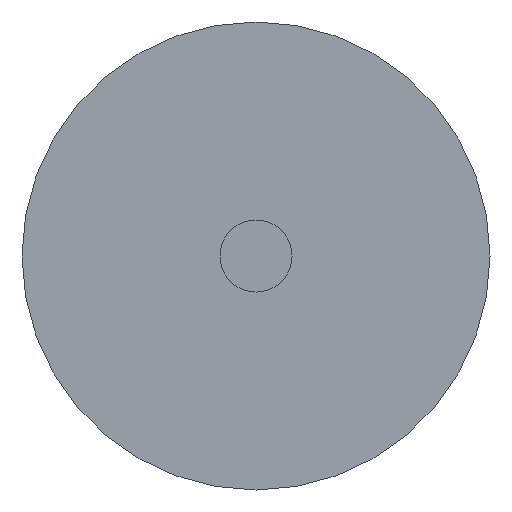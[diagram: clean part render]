
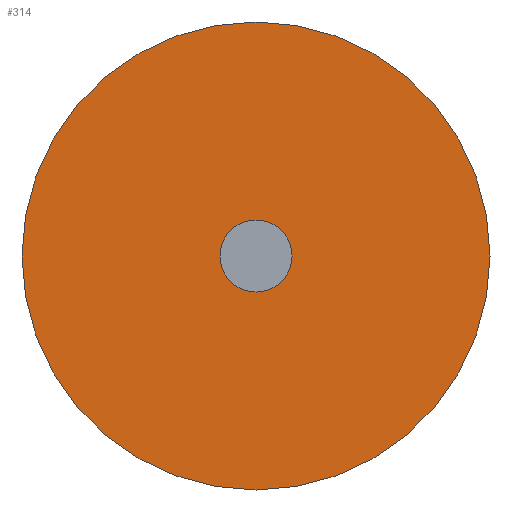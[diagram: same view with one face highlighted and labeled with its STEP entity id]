
A CAD part, front view. The second image highlights one B-rep face of the part: STEP entity #314.
In plain terms, the highlighted planar face has unit normal (0, -1, 0).
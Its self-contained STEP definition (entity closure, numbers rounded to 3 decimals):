
#20 = DIRECTION ( 'NONE',  ( 0., 0., -1. ) ) ;
#25 = DIRECTION ( 'NONE',  ( 0., -1., 0. ) ) ;
#33 = DIRECTION ( 'NONE',  ( 0., 0., -1. ) ) ;
#37 = CARTESIAN_POINT ( 'NONE',  ( 0., 0., 0. ) ) ;
#39 = CARTESIAN_POINT ( 'NONE',  ( 0., 0., 0. ) ) ;
#42 = CARTESIAN_POINT ( 'NONE',  ( 4., 0., 0. ) ) ;
#49 = DIRECTION ( 'NONE',  ( 0., 0., -1. ) ) ;
#61 = DIRECTION ( 'NONE',  ( 0., -1., 0. ) ) ;
#62 = CARTESIAN_POINT ( 'NONE',  ( 0., 0., 0. ) ) ;
#72 = DIRECTION ( 'NONE',  ( 0., -1., 0. ) ) ;
#79 = AXIS2_PLACEMENT_3D ( 'NONE', #42, #209, #110 ) ;
#95 = AXIS2_PLACEMENT_3D ( 'NONE', #62, #61, #33 ) ;
#110 = DIRECTION ( 'NONE',  ( 0., 0., -1. ) ) ;
#114 = CARTESIAN_POINT ( 'NONE',  ( 0., 0., -26. ) ) ;
#122 = DIRECTION ( 'NONE',  ( 0., -1., 0. ) ) ;
#128 = PLANE ( 'NONE',  #79 ) ;
#143 = ORIENTED_EDGE ( 'NONE', *, *, #390, .T. ) ;
#145 = ORIENTED_EDGE ( 'NONE', *, *, #223, .T. ) ;
#148 = CARTESIAN_POINT ( 'NONE',  ( 0., 0., 0. ) ) ;
#158 = CARTESIAN_POINT ( 'NONE',  ( 0., 0., -4. ) ) ;
#166 = DIRECTION ( 'NONE',  ( 0., 0., -1. ) ) ;
#178 = ORIENTED_EDGE ( 'NONE', *, *, #224, .F. ) ;
#180 = ORIENTED_EDGE ( 'NONE', *, *, #226, .F. ) ;
#194 = CARTESIAN_POINT ( 'NONE',  ( 0., 0., 26. ) ) ;
#199 = CARTESIAN_POINT ( 'NONE',  ( 0., 0., 4. ) ) ;
#209 = DIRECTION ( 'NONE',  ( 0., -1., 0. ) ) ;
#223 = EDGE_CURVE ( 'NONE', #301, #269, #338, .T. ) ;
#224 = EDGE_CURVE ( 'NONE', #273, #271, #344, .T. ) ;
#226 = EDGE_CURVE ( 'NONE', #271, #273, #347, .T. ) ;
#250 = EDGE_LOOP ( 'NONE', ( #178, #180 ) ) ;
#251 = EDGE_LOOP ( 'NONE', ( #143, #145 ) ) ;
#269 = VERTEX_POINT ( 'NONE', #114 ) ;
#271 = VERTEX_POINT ( 'NONE', #199 ) ;
#273 = VERTEX_POINT ( 'NONE', #158 ) ;
#301 = VERTEX_POINT ( 'NONE', #194 ) ;
#314 = ADVANCED_FACE ( 'NONE', ( #372, #361 ), #128, .T. ) ;
#330 = AXIS2_PLACEMENT_3D ( 'NONE', #39, #72, #166 ) ;
#331 = AXIS2_PLACEMENT_3D ( 'NONE', #37, #122, #49 ) ;
#333 = AXIS2_PLACEMENT_3D ( 'NONE', #148, #25, #20 ) ;
#338 = CIRCLE ( 'NONE', #330, 26. ) ;
#344 = CIRCLE ( 'NONE', #331, 4. ) ;
#347 = CIRCLE ( 'NONE', #333, 4. ) ;
#361 = FACE_BOUND ( 'NONE', #250, .T. ) ;
#372 = FACE_OUTER_BOUND ( 'NONE', #251, .T. ) ;
#380 = CIRCLE ( 'NONE', #95, 26. ) ;
#390 = EDGE_CURVE ( 'NONE', #269, #301, #380, .T. ) ;
